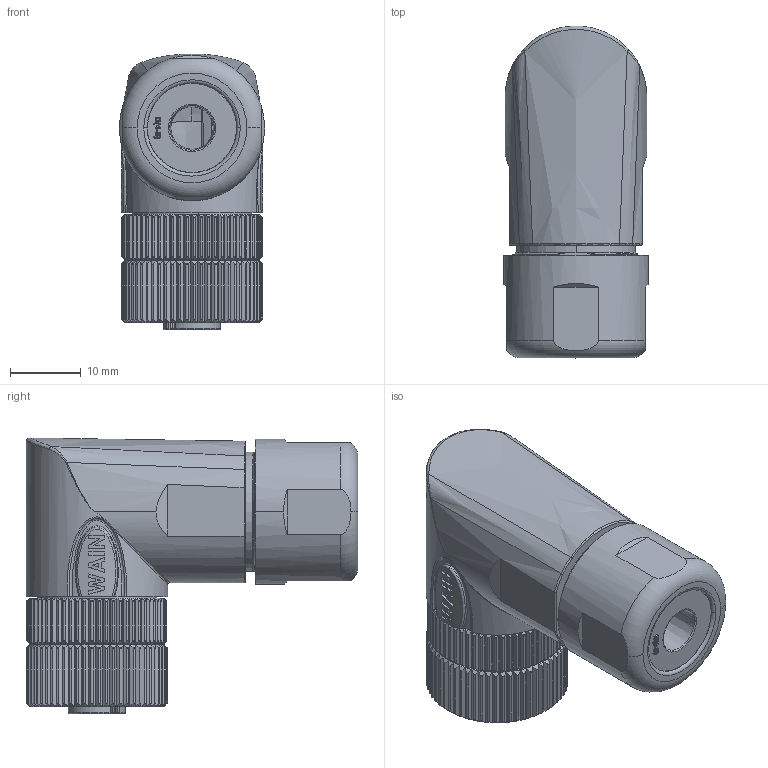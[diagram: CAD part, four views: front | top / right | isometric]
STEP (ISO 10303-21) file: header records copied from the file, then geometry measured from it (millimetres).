
FILE_DESCRIPTION((''),'2;1');
FILE_NAME('PRT0001','2017-07-07T',('zq.xu'),(''),'PRO/ENGINEER BY PARAMETRIC TECHNOLOGY CORPORATION, 2012480','PRO/ENGINEER BY PARAMETRIC TECHNOLOGY CORPORATION, 2012480','');
FILE_SCHEMA(('AUTOMOTIVE_DESIGN { 1 0 10303 214 1 1 1 1 }'));
Products named in the file (1): PRT0001
Bounding box: 20.5 x 46.9 x 39 mm (x, y, z)
Volume: 13686.4 mm3; surface area: 16555.5 mm2
Topology: 1 solids, 3 shells, 2697 faces, 7502 edges, 4715 vertices
Faces by surface type: cylinder 745, plane 692, cone 434, bspline 385, torus 243, extrusion 108, sphere 90
Entity records: 126699 total; most frequent: CARTESIAN_POINT 64062, ORIENTED_EDGE 14824, DIRECTION 10742, EDGE_CURVE 7412, VERTEX_POINT 4714, AXIS2_PLACEMENT_3D 4272, B_SPLINE_CURVE_WITH_KNOTS 3362, EDGE_LOOP 2818
